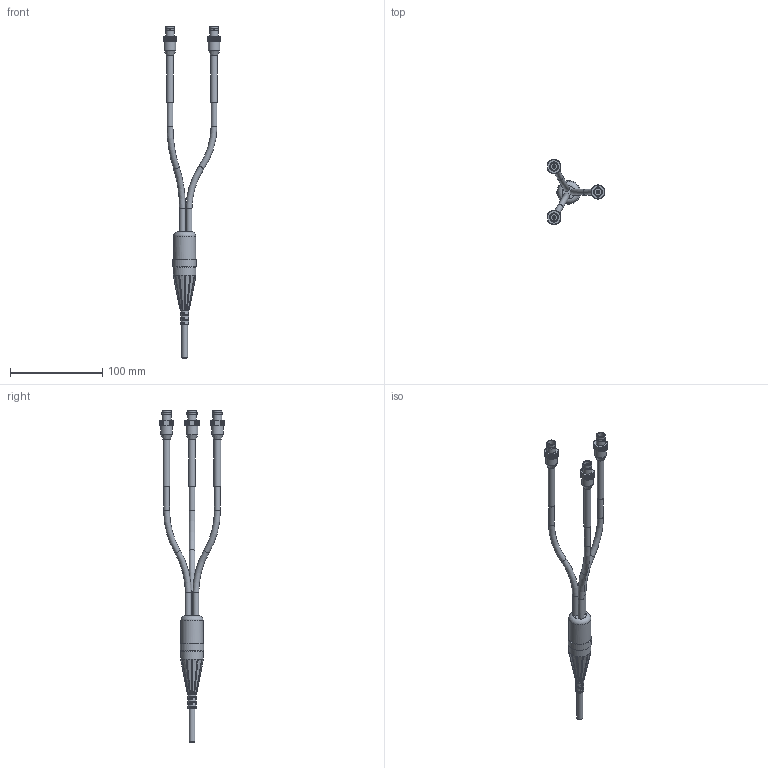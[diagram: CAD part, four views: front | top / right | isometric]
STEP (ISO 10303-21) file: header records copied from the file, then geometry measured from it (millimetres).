
FILE_DESCRIPTION(/* description */ (''),/* implementation_level */ '2;1');
FILE_NAME(/* name */ 'E3C.stp',/* time_stamp */ '2017-05-03T17:44:19-04:00',/* author */ ('aneininger'),/* organization */ (''),/* preprocessor_version */ 'ST-DEVELOPER v16.5',/* originating_system */ 'Autodesk Inventor 2017',/* authorisation */ '');
FILE_SCHEMA (('AUTOMOTIVE_DESIGN { 1 0 10303 214 3 1 1 }'));
Length unit declared in the file: inch
Products named in the file (1): E3C
Bounding box: 61.09 x 70.23 x 358.96 mm (x, y, z)
Volume: 54083.8 mm3; surface area: 28467.9 mm2
Topology: 1 solids, 8 shells, 1152 faces, 2758 edges, 1718 vertices
Faces by surface type: plane 669, cylinder 428, bspline 25, torus 17, cone 13
Full cylindrical faces by diameter (mm): 0.128 x19, 0.203 x48, 1.27 x3, 1.575 x4, 1.829 x3, 2.032 x6, 2.095 x3, 3.175 x3, 3.614 x3, 3.937 x1, 4.445 x1, 4.572 x1, 6.35 x7, 7.239 x2, 7.493 x1, 7.797 x3, 8.89 x1, 9.652 x6, 10.16 x3, 12.7 x3, 16.51 x2, 17.678 x1, 23.876 x1, 24.13 x1, 25.4 x1
Entity records: 34619 total; most frequent: CARTESIAN_POINT 6546, DIRECTION 5808, ORIENTED_EDGE 5338, EDGE_CURVE 2597, AXIS2_PLACEMENT_3D 2162, VERTEX_POINT 1692, LINE 1484, VECTOR 1484
